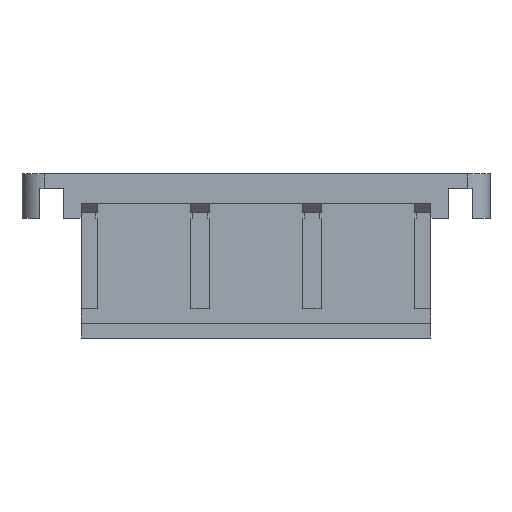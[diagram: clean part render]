
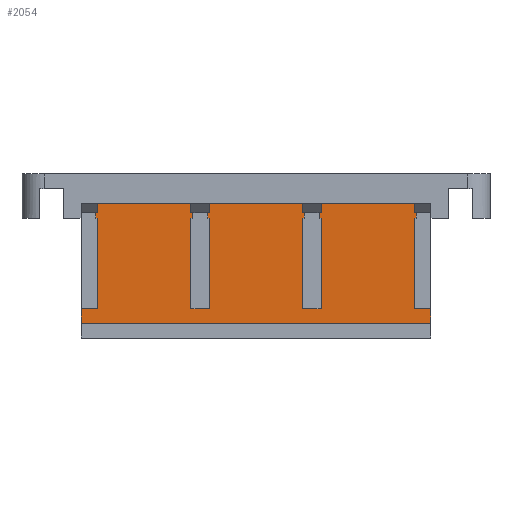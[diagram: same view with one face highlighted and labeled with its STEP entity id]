
A CAD part, top view. The second image highlights one B-rep face of the part: STEP entity #2054.
In plain terms, the highlighted planar face has unit normal (0, 0, 1).
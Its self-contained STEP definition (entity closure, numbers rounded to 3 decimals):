
#146=FACE_OUTER_BOUND('',#251,.T.);
#251=EDGE_LOOP('',(#1457,#1458,#1459,#1460,#1461,#1462,#1463,#1464,#1465,
#1466,#1467,#1468,#1469,#1470,#1471,#1472));
#378=LINE('',#2913,#646);
#388=LINE('',#2933,#656);
#390=LINE('',#2938,#658);
#391=LINE('',#2940,#659);
#392=LINE('',#2942,#660);
#393=LINE('',#2944,#661);
#394=LINE('',#2946,#662);
#395=LINE('',#2948,#663);
#396=LINE('',#2950,#664);
#397=LINE('',#2952,#665);
#398=LINE('',#2954,#666);
#399=LINE('',#2956,#667);
#400=LINE('',#2958,#668);
#401=LINE('',#2959,#669);
#402=LINE('',#2961,#670);
#403=LINE('',#2962,#671);
#646=VECTOR('',#2378,1000.);
#656=VECTOR('',#2394,1000.);
#658=VECTOR('',#2398,1000.);
#659=VECTOR('',#2399,1000.);
#660=VECTOR('',#2400,1000.);
#661=VECTOR('',#2401,1000.);
#662=VECTOR('',#2402,1000.);
#663=VECTOR('',#2403,1000.);
#664=VECTOR('',#2404,1000.);
#665=VECTOR('',#2405,1000.);
#666=VECTOR('',#2406,1000.);
#667=VECTOR('',#2407,1000.);
#668=VECTOR('',#2408,1000.);
#669=VECTOR('',#2409,1000.);
#670=VECTOR('',#2410,1000.);
#671=VECTOR('',#2411,1000.);
#911=VERTEX_POINT('',#2910);
#912=VERTEX_POINT('',#2912);
#919=VERTEX_POINT('',#2932);
#920=VERTEX_POINT('',#2936);
#921=VERTEX_POINT('',#2937);
#922=VERTEX_POINT('',#2939);
#923=VERTEX_POINT('',#2941);
#924=VERTEX_POINT('',#2943);
#925=VERTEX_POINT('',#2945);
#926=VERTEX_POINT('',#2947);
#927=VERTEX_POINT('',#2949);
#928=VERTEX_POINT('',#2951);
#929=VERTEX_POINT('',#2953);
#930=VERTEX_POINT('',#2955);
#931=VERTEX_POINT('',#2957);
#932=VERTEX_POINT('',#2960);
#1116=EDGE_CURVE('',#911,#912,#378,.T.);
#1126=EDGE_CURVE('',#912,#919,#388,.T.);
#1128=EDGE_CURVE('',#920,#921,#390,.T.);
#1129=EDGE_CURVE('',#921,#922,#391,.T.);
#1130=EDGE_CURVE('',#923,#922,#392,.T.);
#1131=EDGE_CURVE('',#924,#923,#393,.T.);
#1132=EDGE_CURVE('',#924,#925,#394,.T.);
#1133=EDGE_CURVE('',#925,#926,#395,.T.);
#1134=EDGE_CURVE('',#927,#926,#396,.T.);
#1135=EDGE_CURVE('',#928,#927,#397,.T.);
#1136=EDGE_CURVE('',#928,#929,#398,.T.);
#1137=EDGE_CURVE('',#929,#930,#399,.T.);
#1138=EDGE_CURVE('',#931,#930,#400,.T.);
#1139=EDGE_CURVE('',#931,#919,#401,.T.);
#1140=EDGE_CURVE('',#932,#911,#402,.T.);
#1141=EDGE_CURVE('',#920,#932,#403,.T.);
#1457=ORIENTED_EDGE('',*,*,#1128,.T.);
#1458=ORIENTED_EDGE('',*,*,#1129,.T.);
#1459=ORIENTED_EDGE('',*,*,#1130,.F.);
#1460=ORIENTED_EDGE('',*,*,#1131,.F.);
#1461=ORIENTED_EDGE('',*,*,#1132,.T.);
#1462=ORIENTED_EDGE('',*,*,#1133,.T.);
#1463=ORIENTED_EDGE('',*,*,#1134,.F.);
#1464=ORIENTED_EDGE('',*,*,#1135,.F.);
#1465=ORIENTED_EDGE('',*,*,#1136,.T.);
#1466=ORIENTED_EDGE('',*,*,#1137,.T.);
#1467=ORIENTED_EDGE('',*,*,#1138,.F.);
#1468=ORIENTED_EDGE('',*,*,#1139,.T.);
#1469=ORIENTED_EDGE('',*,*,#1126,.F.);
#1470=ORIENTED_EDGE('',*,*,#1116,.F.);
#1471=ORIENTED_EDGE('',*,*,#1140,.F.);
#1472=ORIENTED_EDGE('',*,*,#1141,.F.);
#1955=PLANE('',#2184);
#2054=ADVANCED_FACE('',(#146),#1955,.T.);
#2184=AXIS2_PLACEMENT_3D('',#2935,#2396,#2397);
#2378=DIRECTION('',(0.,-1.,0.));
#2394=DIRECTION('',(-1.,0.,0.));
#2396=DIRECTION('center_axis',(0.,0.,1.));
#2397=DIRECTION('ref_axis',(1.,0.,0.));
#2398=DIRECTION('',(-1.,0.,0.));
#2399=DIRECTION('',(0.,-1.,0.));
#2400=DIRECTION('',(1.,0.,0.));
#2401=DIRECTION('',(0.,-1.,0.));
#2402=DIRECTION('',(-1.,0.,0.));
#2403=DIRECTION('',(0.,-1.,0.));
#2404=DIRECTION('',(1.,0.,0.));
#2405=DIRECTION('',(0.,-1.,0.));
#2406=DIRECTION('',(-1.,0.,0.));
#2407=DIRECTION('',(0.,-1.,0.));
#2408=DIRECTION('',(1.,0.,0.));
#2409=DIRECTION('',(0.,-1.,0.));
#2410=DIRECTION('',(1.,0.,0.));
#2411=DIRECTION('',(0.,-1.,0.));
#2910=CARTESIAN_POINT('',(32.125,4.,2.));
#2912=CARTESIAN_POINT('',(32.125,2.,2.));
#2913=CARTESIAN_POINT('',(32.125,7.125,2.));
#2932=CARTESIAN_POINT('',(-15.325,2.,2.));
#2933=CARTESIAN_POINT('',(0.,2.,2.));
#2935=CARTESIAN_POINT('Origin',(5.6,11.125,2.));
#2936=CARTESIAN_POINT('',(30.125,20.25,2.));
#2937=CARTESIAN_POINT('',(16.975,20.25,2.));
#2938=CARTESIAN_POINT('',(20.75,20.25,2.));
#2939=CARTESIAN_POINT('',(16.975,4.,2.));
#2940=CARTESIAN_POINT('',(16.975,11.125,2.));
#2941=CARTESIAN_POINT('',(14.975,4.,2.));
#2942=CARTESIAN_POINT('',(15.975,4.,2.));
#2943=CARTESIAN_POINT('',(14.975,20.25,2.));
#2944=CARTESIAN_POINT('',(14.975,11.125,2.));
#2945=CARTESIAN_POINT('',(1.825,20.25,2.));
#2946=CARTESIAN_POINT('',(5.6,20.25,2.));
#2947=CARTESIAN_POINT('',(1.825,4.,2.));
#2948=CARTESIAN_POINT('',(1.825,11.125,2.));
#2949=CARTESIAN_POINT('',(-0.175,4.,2.));
#2950=CARTESIAN_POINT('',(0.825,4.,2.));
#2951=CARTESIAN_POINT('',(-0.175,20.25,2.));
#2952=CARTESIAN_POINT('',(-0.175,11.125,2.));
#2953=CARTESIAN_POINT('',(-13.325,20.25,2.));
#2954=CARTESIAN_POINT('',(-9.55,20.25,2.));
#2955=CARTESIAN_POINT('',(-13.325,4.,2.));
#2956=CARTESIAN_POINT('',(-13.325,11.125,2.));
#2957=CARTESIAN_POINT('',(-15.325,4.,2.));
#2958=CARTESIAN_POINT('',(-14.2,4.,2.));
#2959=CARTESIAN_POINT('',(-15.325,7.125,2.));
#2960=CARTESIAN_POINT('',(30.125,4.,2.));
#2961=CARTESIAN_POINT('',(31.,4.,2.));
#2962=CARTESIAN_POINT('',(30.125,11.125,2.));
